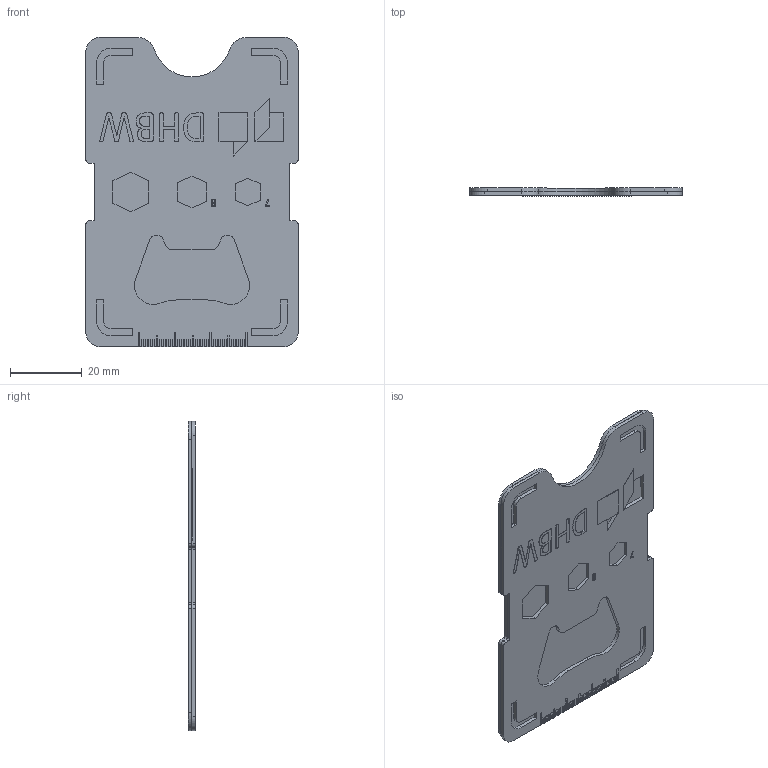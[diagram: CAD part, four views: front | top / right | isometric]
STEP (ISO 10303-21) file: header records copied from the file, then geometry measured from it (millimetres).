
FILE_DESCRIPTION((''),'2;1');
FILE_NAME('GIVE_AWAY_ASSEMBLY_ASM','2025-07-03T15:52:27',('ZOMBULLI'),('CARL ZEISS'),'CREO PARAMETRIC BY PTC INC, 2024014','CREO PARAMETRIC BY PTC INC, 2024014','');
FILE_SCHEMA(('CONFIG_CONTROL_DESIGN'));
Length unit declared in the file: millimetre
Products named in the file (42): ROTE_SEITE; 02_UNTERSEITE_MAGSAFE; 01_OBERSEITE_TOOL_0040; 01_OBERSEITE_TOOL_0041; 01_OBERSEITE_TOOL_0042; 01_OBERSEITE_TOOL_0043; 01_OBERSEITE_TOOL_0044; 01_OBERSEITE_TOOL_0045; 01_OBERSEITE_TOOL_0046; 01_OBERSEITE_TOOL_0047; 01_OBERSEITE_TOOL_0048; 01_OBERSEITE_TOOL_0049; 01_OBERSEITE_TOOL_0050; 01_OBERSEITE_TOOL_0051; 01_OBERSEITE_TOOL_0052; 01_OBERSEITE_TOOL_0053; 01_OBERSEITE_TOOL_0054; 01_OBERSEITE_TOOL_0055; 01_OBERSEITE_TOOL_0056; 01_OBERSEITE_TOOL_0057; 01_OBERSEITE_TOOL_0058; 01_OBERSEITE_TOOL_0059; 01_OBERSEITE_TOOL_0060; 01_OBERSEITE_TOOL_0061; 01_OBERSEITE_TOOL_0062; 01_OBERSEITE_TOOL_0063; 01_OBERSEITE_TOOL_0064; 01_OBERSEITE_TOOL_0065; 01_OBERSEITE_TOOL_0066; 01_OBERSEITE_TOOL_0067; 01_OBERSEITE_TOOL_0068; 01_OBERSEITE_TOOL_0069; 01_OBERSEITE_TOOL_0070; 01_OBERSEITE_TOOL_0071; 01_OBERSEITE_TOOL_0072; 01_OBERSEITE_TOOL_0073; 01_OBERSEITE_TOOL_0074; 01_OBERSEITE_TOOL_0075; 01_OBERSEITE_TOOL_0076; 01_OBERSEITE_TOOL_0077 ...
Assembly tree (41 placements, depth 3):
  GIVE_AWAY_ASSEMBLY_ASM
    ROTE_SEITE
    02_UNTERSEITE_MAGSAFE
    01_OBERSEITE_TOOL_0001_ASM
      01_OBERSEITE_TOOL_0040
      01_OBERSEITE_TOOL_0041
      01_OBERSEITE_TOOL_0042
      01_OBERSEITE_TOOL_0043
      01_OBERSEITE_TOOL_0044
      01_OBERSEITE_TOOL_0045
      01_OBERSEITE_TOOL_0046
      01_OBERSEITE_TOOL_0047
      01_OBERSEITE_TOOL_0048
      01_OBERSEITE_TOOL_0049
      01_OBERSEITE_TOOL_0050
      01_OBERSEITE_TOOL_0051
      01_OBERSEITE_TOOL_0052
      01_OBERSEITE_TOOL_0053
      01_OBERSEITE_TOOL_0054
      01_OBERSEITE_TOOL_0055
      01_OBERSEITE_TOOL_0056
      01_OBERSEITE_TOOL_0057
      01_OBERSEITE_TOOL_0058
      01_OBERSEITE_TOOL_0059
      01_OBERSEITE_TOOL_0060
      01_OBERSEITE_TOOL_0061
      01_OBERSEITE_TOOL_0062
      01_OBERSEITE_TOOL_0063
      01_OBERSEITE_TOOL_0064
      01_OBERSEITE_TOOL_0065
      01_OBERSEITE_TOOL_0066
      01_OBERSEITE_TOOL_0067
      01_OBERSEITE_TOOL_0068
      01_OBERSEITE_TOOL_0069
      01_OBERSEITE_TOOL_0070
      01_OBERSEITE_TOOL_0071
      01_OBERSEITE_TOOL_0072
      01_OBERSEITE_TOOL_0073
      01_OBERSEITE_TOOL_0074
      01_OBERSEITE_TOOL_0075
      01_OBERSEITE_TOOL_0076
      01_OBERSEITE_TOOL_0077
Bounding box: 59 x 2.1 x 86 mm (x, y, z)
Volume: 8871.6 mm3; surface area: 21104.5 mm2
Topology: 40 solids, 41 shells, 514 faces, 1439 edges, 1006 vertices
Faces by surface type: plane 326, extrusion 139, cylinder 49
Entity records: 19320 total; most frequent: CARTESIAN_POINT 5613, ORIENTED_EDGE 2874, DIRECTION 2288, EDGE_CURVE 1439, VECTOR 1074, VERTEX_POINT 1006, LINE 935, AXIS2_PLACEMENT_3D 607
